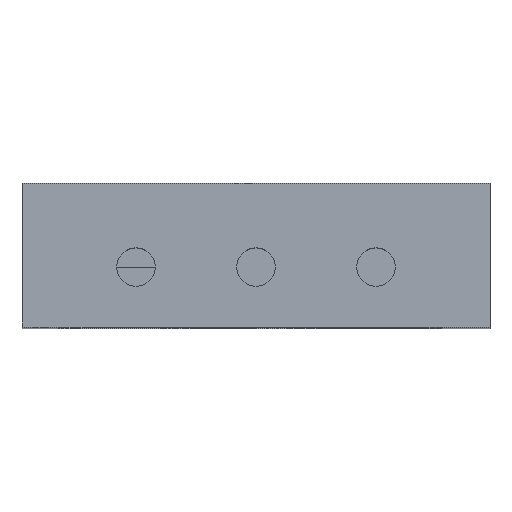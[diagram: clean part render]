
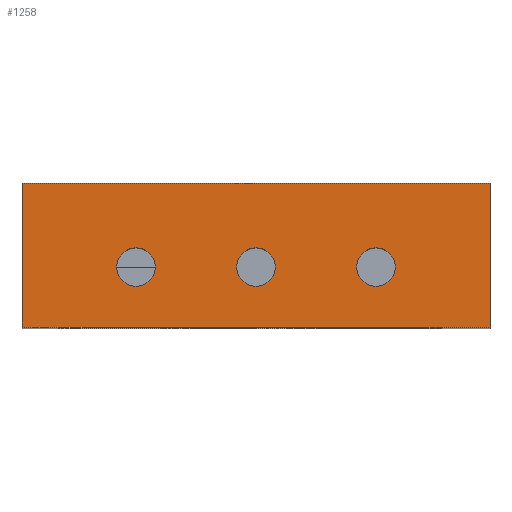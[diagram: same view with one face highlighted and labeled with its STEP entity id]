
A CAD part, top view. The second image highlights one B-rep face of the part: STEP entity #1258.
In plain terms, the highlighted planar face has unit normal (0, 0, 1).
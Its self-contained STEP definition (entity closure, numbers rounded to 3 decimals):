
#50 = CARTESIAN_POINT ( 'NONE',  ( 0., 10., 92.5 ) ) ;
#53 = AXIS2_PLACEMENT_3D ( 'NONE', #3647, #2981, #1418 ) ;
#76 = CIRCLE ( 'NONE', #279, 3.2 ) ;
#199 = VECTOR ( 'NONE', #1434, 1000. ) ;
#232 = EDGE_CURVE ( 'NONE', #1283, #3611, #3671, .T. ) ;
#265 = CARTESIAN_POINT ( 'NONE',  ( -39., 20., 92.5 ) ) ;
#279 = AXIS2_PLACEMENT_3D ( 'NONE', #638, #1889, #3152 ) ;
#290 = DIRECTION ( 'NONE',  ( 0., 0., 1. ) ) ;
#352 = VERTEX_POINT ( 'NONE', #2922 ) ;
#359 = VERTEX_POINT ( 'NONE', #1737 ) ;
#395 = VERTEX_POINT ( 'NONE', #3259 ) ;
#513 = VECTOR ( 'NONE', #3079, 1000. ) ;
#565 = ORIENTED_EDGE ( 'NONE', *, *, #935, .F. ) ;
#619 = CARTESIAN_POINT ( 'NONE',  ( -39., 24., 92.5 ) ) ;
#626 = ORIENTED_EDGE ( 'NONE', *, *, #3494, .F. ) ;
#638 = CARTESIAN_POINT ( 'NONE',  ( -20., 10., 92.5 ) ) ;
#647 = AXIS2_PLACEMENT_3D ( 'NONE', #50, #3136, #648 ) ;
#648 = DIRECTION ( 'NONE',  ( 1., 0., 0. ) ) ;
#795 = CARTESIAN_POINT ( 'NONE',  ( -39., 0., 92.5 ) ) ;
#871 = CARTESIAN_POINT ( 'NONE',  ( 20., 10., 92.5 ) ) ;
#903 = CARTESIAN_POINT ( 'NONE',  ( -20., 10., 92.5 ) ) ;
#935 = EDGE_CURVE ( 'NONE', #352, #2773, #3601, .T. ) ;
#939 = VERTEX_POINT ( 'NONE', #3382 ) ;
#1011 = EDGE_CURVE ( 'NONE', #2773, #352, #1104, .T. ) ;
#1012 = CARTESIAN_POINT ( 'NONE',  ( -39., 0., 92.5 ) ) ;
#1022 = DIRECTION ( 'NONE',  ( 1., 0., 0. ) ) ;
#1104 = CIRCLE ( 'NONE', #53, 3.2 ) ;
#1113 = EDGE_LOOP ( 'NONE', ( #2835, #1543 ) ) ;
#1128 = FACE_OUTER_BOUND ( 'NONE', #1626, .T. ) ;
#1208 = ORIENTED_EDGE ( 'NONE', *, *, #1011, .F. ) ;
#1230 = EDGE_CURVE ( 'NONE', #3474, #395, #3017, .T. ) ;
#1250 = VERTEX_POINT ( 'NONE', #1521 ) ;
#1258 = ADVANCED_FACE ( 'NONE', ( #1128, #3329, #1457, #3641 ), #1497, .T. ) ;
#1283 = VERTEX_POINT ( 'NONE', #1901 ) ;
#1418 = DIRECTION ( 'NONE',  ( 1., 0., 0. ) ) ;
#1434 = DIRECTION ( 'NONE',  ( 0., -1., 0. ) ) ;
#1457 = FACE_BOUND ( 'NONE', #1113, .T. ) ;
#1458 = DIRECTION ( 'NONE',  ( 1., 0., 0. ) ) ;
#1497 = PLANE ( 'NONE',  #3674 ) ;
#1506 = DIRECTION ( 'NONE',  ( 1., 0., 0. ) ) ;
#1510 = VECTOR ( 'NONE', #1848, 1000. ) ;
#1521 = CARTESIAN_POINT ( 'NONE',  ( 39., 0., 92.5 ) ) ;
#1530 = AXIS2_PLACEMENT_3D ( 'NONE', #3253, #3192, #2631 ) ;
#1543 = ORIENTED_EDGE ( 'NONE', *, *, #232, .F. ) ;
#1626 = EDGE_LOOP ( 'NONE', ( #4072, #1665, #2123, #3993 ) ) ;
#1665 = ORIENTED_EDGE ( 'NONE', *, *, #2664, .T. ) ;
#1737 = CARTESIAN_POINT ( 'NONE',  ( -20., 6.8, 92.5 ) ) ;
#1746 = EDGE_LOOP ( 'NONE', ( #1208, #565 ) ) ;
#1789 = DIRECTION ( 'NONE',  ( 0., 0., 1. ) ) ;
#1848 = DIRECTION ( 'NONE',  ( 0., -1., 0. ) ) ;
#1889 = DIRECTION ( 'NONE',  ( 0., 0., 1. ) ) ;
#1901 = CARTESIAN_POINT ( 'NONE',  ( 0., 6.8, 92.5 ) ) ;
#2007 = CARTESIAN_POINT ( 'NONE',  ( -39., 20., 92.5 ) ) ;
#2008 = CARTESIAN_POINT ( 'NONE',  ( 0., 13.2, 92.5 ) ) ;
#2029 = EDGE_CURVE ( 'NONE', #395, #1250, #3728, .T. ) ;
#2123 = ORIENTED_EDGE ( 'NONE', *, *, #2029, .F. ) ;
#2130 = DIRECTION ( 'NONE',  ( 0., 0., 1. ) ) ;
#2258 = EDGE_CURVE ( 'NONE', #3474, #4013, #3291, .T. ) ;
#2294 = CIRCLE ( 'NONE', #2826, 3.2 ) ;
#2427 = EDGE_CURVE ( 'NONE', #939, #359, #2294, .T. ) ;
#2436 = ORIENTED_EDGE ( 'NONE', *, *, #2427, .F. ) ;
#2574 = CIRCLE ( 'NONE', #1530, 3.2 ) ;
#2598 = LINE ( 'NONE', #795, #3161 ) ;
#2631 = DIRECTION ( 'NONE',  ( 1., 0., 0. ) ) ;
#2664 = EDGE_CURVE ( 'NONE', #4013, #1250, #2598, .T. ) ;
#2710 = DIRECTION ( 'NONE',  ( 1., 0., 0. ) ) ;
#2729 = CARTESIAN_POINT ( 'NONE',  ( -39., 24., 92.5 ) ) ;
#2773 = VERTEX_POINT ( 'NONE', #3653 ) ;
#2826 = AXIS2_PLACEMENT_3D ( 'NONE', #903, #290, #1458 ) ;
#2835 = ORIENTED_EDGE ( 'NONE', *, *, #4006, .F. ) ;
#2922 = CARTESIAN_POINT ( 'NONE',  ( 20., 6.8, 92.5 ) ) ;
#2981 = DIRECTION ( 'NONE',  ( 0., 0., 1. ) ) ;
#3017 = LINE ( 'NONE', #2729, #513 ) ;
#3079 = DIRECTION ( 'NONE',  ( 1., 0., 0. ) ) ;
#3126 = CARTESIAN_POINT ( 'NONE',  ( 39., 20., 92.5 ) ) ;
#3136 = DIRECTION ( 'NONE',  ( 0., 0., 1. ) ) ;
#3152 = DIRECTION ( 'NONE',  ( 1., 0., 0. ) ) ;
#3161 = VECTOR ( 'NONE', #1022, 1000. ) ;
#3192 = DIRECTION ( 'NONE',  ( 0., 0., 1. ) ) ;
#3207 = AXIS2_PLACEMENT_3D ( 'NONE', #871, #1789, #1506 ) ;
#3253 = CARTESIAN_POINT ( 'NONE',  ( 0., 10., 92.5 ) ) ;
#3259 = CARTESIAN_POINT ( 'NONE',  ( 39., 24., 92.5 ) ) ;
#3291 = LINE ( 'NONE', #2007, #199 ) ;
#3329 = FACE_BOUND ( 'NONE', #1746, .T. ) ;
#3382 = CARTESIAN_POINT ( 'NONE',  ( -20., 13.2, 92.5 ) ) ;
#3474 = VERTEX_POINT ( 'NONE', #619 ) ;
#3494 = EDGE_CURVE ( 'NONE', #359, #939, #76, .T. ) ;
#3601 = CIRCLE ( 'NONE', #3207, 3.2 ) ;
#3611 = VERTEX_POINT ( 'NONE', #2008 ) ;
#3641 = FACE_BOUND ( 'NONE', #3759, .T. ) ;
#3647 = CARTESIAN_POINT ( 'NONE',  ( 20., 10., 92.5 ) ) ;
#3653 = CARTESIAN_POINT ( 'NONE',  ( 20., 13.2, 92.5 ) ) ;
#3671 = CIRCLE ( 'NONE', #647, 3.2 ) ;
#3674 = AXIS2_PLACEMENT_3D ( 'NONE', #265, #2130, #2710 ) ;
#3728 = LINE ( 'NONE', #3126, #1510 ) ;
#3759 = EDGE_LOOP ( 'NONE', ( #2436, #626 ) ) ;
#3993 = ORIENTED_EDGE ( 'NONE', *, *, #1230, .F. ) ;
#4006 = EDGE_CURVE ( 'NONE', #3611, #1283, #2574, .T. ) ;
#4013 = VERTEX_POINT ( 'NONE', #1012 ) ;
#4072 = ORIENTED_EDGE ( 'NONE', *, *, #2258, .T. ) ;
